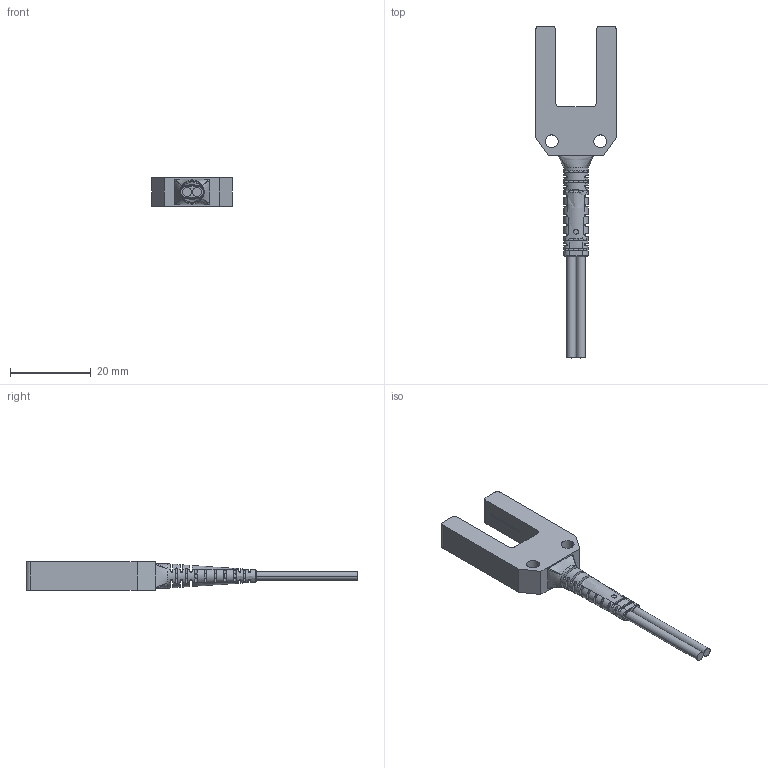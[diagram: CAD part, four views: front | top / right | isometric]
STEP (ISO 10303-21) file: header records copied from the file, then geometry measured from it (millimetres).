
FILE_DESCRIPTION((''),'2;1');
FILE_NAME('192312_ASM','2016-03-09T',('pdmadmin'),(''),'PRO/ENGINEER BY PARAMETRIC TECHNOLOGY CORPORATION, 2013230','PRO/ENGINEER BY PARAMETRIC TECHNOLOGY CORPORATION, 2013230','');
FILE_SCHEMA(('CONFIG_CONTROL_DESIGN'));
Length unit declared in the file: millimetre
Products named in the file (3): 97774; 97774_ASM; 192312_ASM
Assembly tree (2 placements, depth 3):
  192312_ASM
    97774_ASM
      97774
Bounding box: 20 x 82 x 7 mm (x, y, z)
Volume: 3593.1 mm3; surface area: 2810 mm2
Topology: 1 solids, 1 shells, 340 faces, 870 edges, 616 vertices
Faces by surface type: plane 228, cylinder 78, bspline 34
Entity records: 15336 total; most frequent: CARTESIAN_POINT 7554, ORIENTED_EDGE 1740, DIRECTION 1210, EDGE_CURVE 870, VERTEX_POINT 616, VECTOR 522, LINE 522, EDGE_LOOP 428
